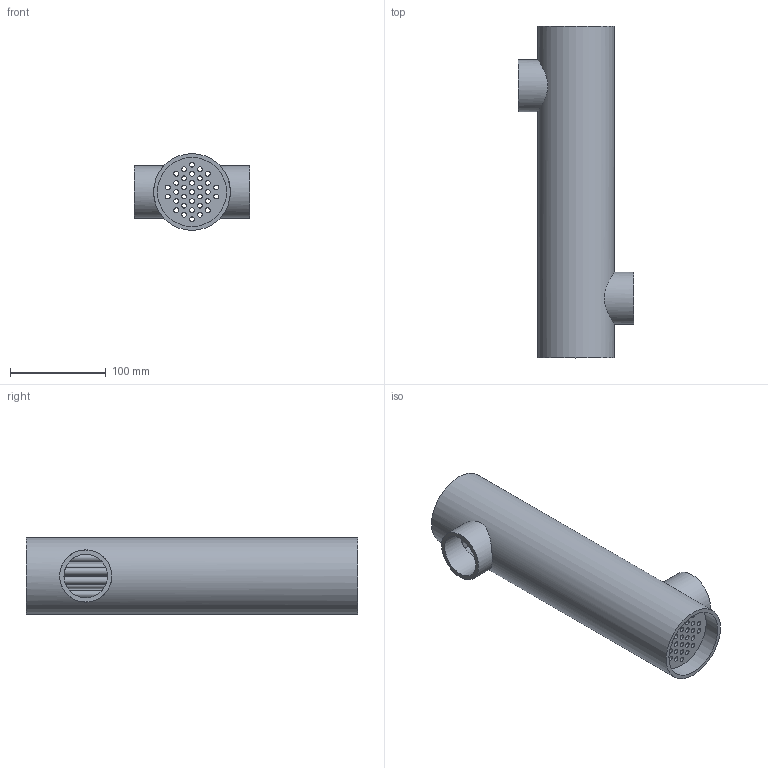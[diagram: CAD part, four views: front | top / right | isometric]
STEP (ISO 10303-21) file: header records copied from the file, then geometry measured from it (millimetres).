
FILE_DESCRIPTION(/* description */ (''),/* implementation_level */ '2;1');
FILE_NAME(/* name */ 'HeatEx.stp',/* time_stamp */ '2018-05-14T17:33:26+02:00',/* author */ ('SR'),/* organization */ (''),/* preprocessor_version */ 'ST-DEVELOPER v16.5',/* originating_system */ 'Autodesk Inventor 2017',/* authorisation */ '');
FILE_SCHEMA (('AUTOMOTIVE_DESIGN { 1 0 10303 214 3 1 1 }'));
Length unit declared in the file: millimetre
Products named in the file (3): HeatEx; Shell; Tubes
Assembly tree (2 placements, depth 2):
  HeatEx
    Shell
    Tubes
Bounding box: 120 x 346 x 80 mm (x, y, z)
Volume: 624310.7 mm3; surface area: 588675.4 mm2
Topology: 2 solids, 2 shells, 82 faces, 231 edges, 155 vertices
Faces by surface type: cylinder 74, plane 8
Full cylindrical faces by diameter (mm): 5 x33, 7.5 x33, 45.5 x2, 54.4 x2, 72 x3, 80 x1
Entity records: 2907 total; most frequent: CARTESIAN_POINT 643, DIRECTION 462, EDGE_LOOP 296, ORIENTED_EDGE 296, AXIS2_PLACEMENT_3D 231, FACE_BOUND 214, VERTEX_POINT 148, EDGE_CURVE 148
